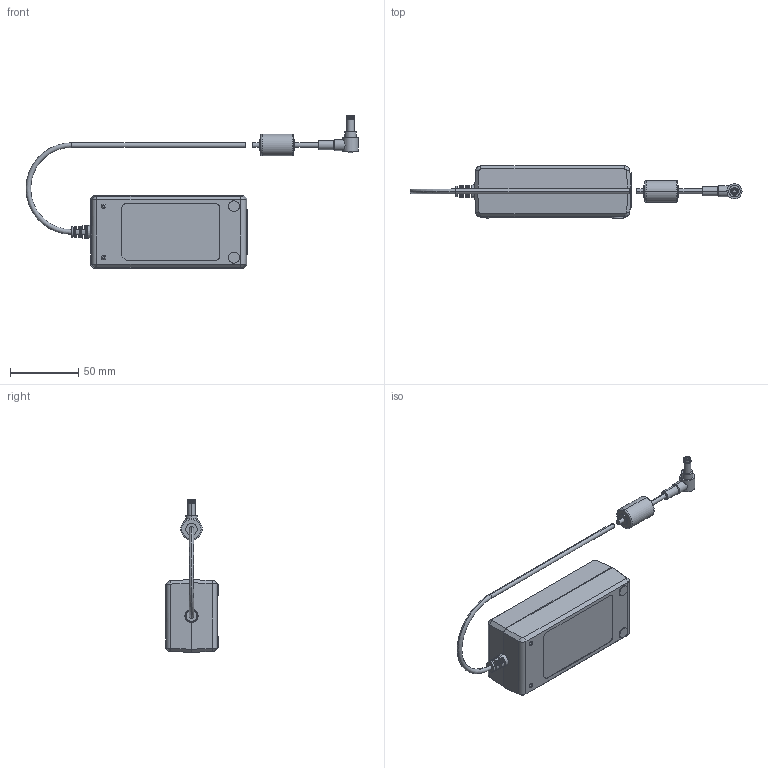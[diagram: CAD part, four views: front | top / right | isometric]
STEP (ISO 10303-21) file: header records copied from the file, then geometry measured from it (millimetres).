
FILE_DESCRIPTION (( 'STEP AP214' ), '1' );
FILE_NAME ('PIPS-48V48W-R25MMDC_3D.STEP', '2020-03-18T18:06:09', ( '' ), ( '' ), 'SwSTEP 2.0', 'SolidWorks 2018', '' );
FILE_SCHEMA (( 'AUTOMOTIVE_DESIGN' ));
Length unit declared in the file: inch
Products named in the file (3): PIPS-48V48W-R25MMDC_3D; PS4848-25R_DCcord; PS4848-25R_Body
Assembly tree (2 placements, depth 2):
  PIPS-48V48W-R25MMDC_3D
    PS4848-25R_Body
    PS4848-25R_DCcord
Bounding box: 242.66 x 38.1 x 111.74 mm (x, y, z)
Volume: 225717 mm3; surface area: 30937.1 mm2
Topology: 3 solids, 3 shells, 237 faces, 564 edges, 361 vertices
Faces by surface type: plane 117, cylinder 80, torus 18, cone 12, bspline 8, sphere 2
Entity records: 10783 total; most frequent: CARTESIAN_POINT 2235, ORIENTED_EDGE 1128, DIRECTION 1118, EDGE_CURVE 564, AXIS2_PLACEMENT_3D 424, VERTEX_POINT 361, VECTOR 270, LINE 270
